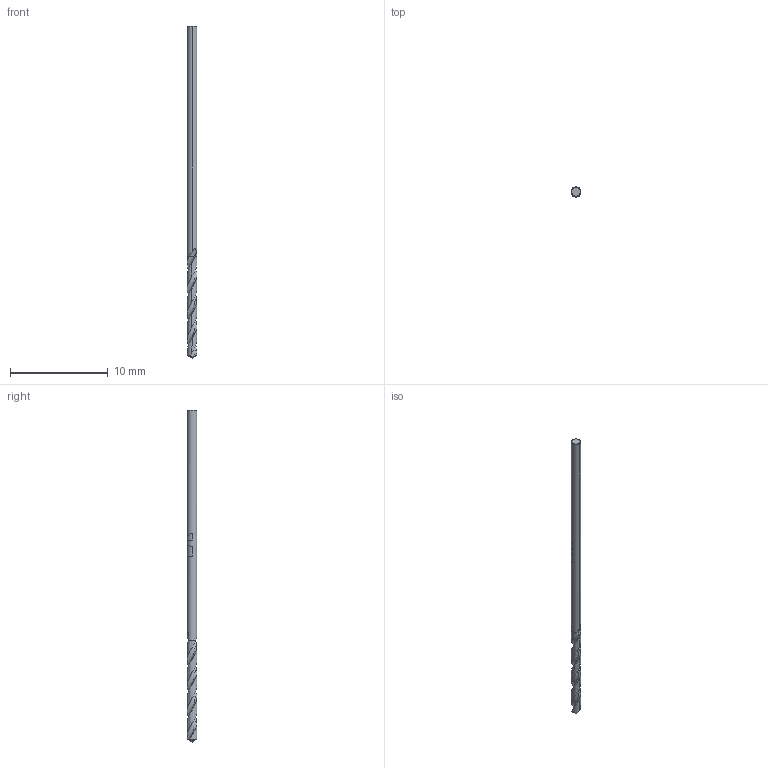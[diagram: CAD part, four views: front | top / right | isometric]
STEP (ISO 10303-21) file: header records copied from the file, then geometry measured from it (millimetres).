
FILE_DESCRIPTION(('no description'),'unknown implementation level');
FILE_NAME('solidivCLK_6Nc40jsd6hpC_ByxCuouo_1.STP',' ',('CIMSOURCE GmbH'),('CADClick - KiM GmbH - www.kimweb.de'),'unknown preprocess','ACIS','unknown authorization');
FILE_SCHEMA(('automotive_design'));
Length unit declared in the file: millimetre
Products named in the file (2): 1; 2
Bounding box: 1 x 1 x 34 mm (x, y, z)
Volume: 23 mm3; surface area: 111.7 mm2
Topology: 2 solids, 2 shells, 43 faces, 118 edges, 77 vertices
Faces by surface type: cone 14, plane 9, cylinder 8, revolution 8, bspline 4
Entity records: 8918 total; most frequent: CARTESIAN_POINT 6569, STYLED_ITEM 238, PRESENTATION_STYLE_ASSIGNMENT 238, COLOUR_RGB 238, ORIENTED_EDGE 232, DIRECTION 167, EDGE_CURVE 116, CURVE_STYLE 116
